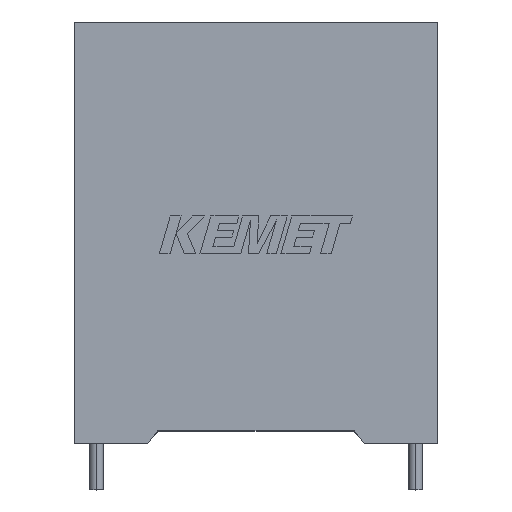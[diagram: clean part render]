
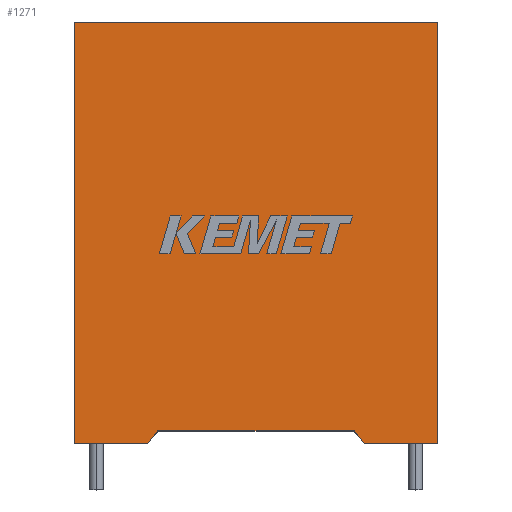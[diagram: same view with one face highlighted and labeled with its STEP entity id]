
A CAD part, top view. The second image highlights one B-rep face of the part: STEP entity #1271.
In plain terms, the highlighted planar face has unit normal (0, 0, 1).
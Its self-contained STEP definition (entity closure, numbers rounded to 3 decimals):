
#13 = CARTESIAN_POINT ( 'NONE',  ( 7.2, 1.067, 21.3 ) ) ;
#100 = VECTOR ( 'NONE', #3332, 1000. ) ;
#166 = LINE ( 'NONE', #253, #2906 ) ;
#184 = DIRECTION ( 'NONE',  ( 0., 0., -1. ) ) ;
#253 = CARTESIAN_POINT ( 'NONE',  ( 0., 36.3, 21.3 ) ) ;
#262 = ORIENTED_EDGE ( 'NONE', *, *, #2490, .F. ) ;
#344 = ORIENTED_EDGE ( 'NONE', *, *, #583, .T. ) ;
#363 = DIRECTION ( 'NONE',  ( 0.645, -0.764, 0. ) ) ;
#449 = CARTESIAN_POINT ( 'NONE',  ( 31.3, 0., 21.3 ) ) ;
#469 = VECTOR ( 'NONE', #3046, 1000. ) ;
#489 = VERTEX_POINT ( 'NONE', #854 ) ;
#501 = EDGE_LOOP ( 'NONE', ( #2465, #344, #524, #1188, #1483, #597, #2540, #262 ) ) ;
#513 = DIRECTION ( 'NONE',  ( -1., 0., 0. ) ) ;
#524 = ORIENTED_EDGE ( 'NONE', *, *, #1142, .T. ) ;
#541 = VECTOR ( 'NONE', #363, 1000. ) ;
#583 = EDGE_CURVE ( 'NONE', #1011, #931, #1264, .T. ) ;
#597 = ORIENTED_EDGE ( 'NONE', *, *, #2842, .T. ) ;
#670 = CARTESIAN_POINT ( 'NONE',  ( 0., 0., 21.3 ) ) ;
#682 = CARTESIAN_POINT ( 'NONE',  ( 0., 0., 21.3 ) ) ;
#708 = CARTESIAN_POINT ( 'NONE',  ( 6.3, 0., 21.3 ) ) ;
#736 = EDGE_CURVE ( 'NONE', #2774, #1664, #166, .T. ) ;
#854 = CARTESIAN_POINT ( 'NONE',  ( 31.3, 0., 21.3 ) ) ;
#931 = VERTEX_POINT ( 'NONE', #1098 ) ;
#1011 = VERTEX_POINT ( 'NONE', #1913 ) ;
#1098 = CARTESIAN_POINT ( 'NONE',  ( 25., 0., 21.3 ) ) ;
#1122 = EDGE_CURVE ( 'NONE', #1727, #1810, #2195, .T. ) ;
#1142 = EDGE_CURVE ( 'NONE', #931, #489, #2487, .T. ) ;
#1188 = ORIENTED_EDGE ( 'NONE', *, *, #2425, .T. ) ;
#1212 = DIRECTION ( 'NONE',  ( 1., 0., 0. ) ) ;
#1233 = CARTESIAN_POINT ( 'NONE',  ( 0., 0., 21.3 ) ) ;
#1242 = LINE ( 'NONE', #449, #100 ) ;
#1264 = LINE ( 'NONE', #1954, #541 ) ;
#1271 = ADVANCED_FACE ( 'NONE', ( #2112 ), #2404, .F. ) ;
#1337 = CARTESIAN_POINT ( 'NONE',  ( 15.65, 1.067, 21.3 ) ) ;
#1483 = ORIENTED_EDGE ( 'NONE', *, *, #736, .T. ) ;
#1664 = VERTEX_POINT ( 'NONE', #2200 ) ;
#1727 = VERTEX_POINT ( 'NONE', #670 ) ;
#1772 = LINE ( 'NONE', #2023, #2211 ) ;
#1810 = VERTEX_POINT ( 'NONE', #708 ) ;
#1818 = CARTESIAN_POINT ( 'NONE',  ( 7.2, 1.067, 21.3 ) ) ;
#1823 = LINE ( 'NONE', #1818, #3128 ) ;
#1913 = CARTESIAN_POINT ( 'NONE',  ( 24.1, 1.067, 21.3 ) ) ;
#1942 = EDGE_CURVE ( 'NONE', #1011, #2028, #3160, .T. ) ;
#1954 = CARTESIAN_POINT ( 'NONE',  ( 24.1, 1.067, 21.3 ) ) ;
#2023 = CARTESIAN_POINT ( 'NONE',  ( 0., 0., 21.3 ) ) ;
#2028 = VERTEX_POINT ( 'NONE', #13 ) ;
#2112 = FACE_OUTER_BOUND ( 'NONE', #501, .T. ) ;
#2195 = LINE ( 'NONE', #1233, #469 ) ;
#2200 = CARTESIAN_POINT ( 'NONE',  ( 0., 36.3, 21.3 ) ) ;
#2205 = AXIS2_PLACEMENT_3D ( 'NONE', #2802, #184, #3065 ) ;
#2211 = VECTOR ( 'NONE', #2515, 1000. ) ;
#2404 = PLANE ( 'NONE',  #2205 ) ;
#2425 = EDGE_CURVE ( 'NONE', #489, #2774, #1242, .T. ) ;
#2465 = ORIENTED_EDGE ( 'NONE', *, *, #1942, .F. ) ;
#2487 = LINE ( 'NONE', #682, #2719 ) ;
#2490 = EDGE_CURVE ( 'NONE', #2028, #1810, #1823, .T. ) ;
#2515 = DIRECTION ( 'NONE',  ( 0., -1., 0. ) ) ;
#2532 = CARTESIAN_POINT ( 'NONE',  ( 31.3, 36.3, 21.3 ) ) ;
#2540 = ORIENTED_EDGE ( 'NONE', *, *, #1122, .T. ) ;
#2564 = DIRECTION ( 'NONE',  ( -1., 0., 0. ) ) ;
#2580 = DIRECTION ( 'NONE',  ( -0.645, -0.764, 0. ) ) ;
#2597 = VECTOR ( 'NONE', #2564, 1000. ) ;
#2719 = VECTOR ( 'NONE', #1212, 1000. ) ;
#2774 = VERTEX_POINT ( 'NONE', #2532 ) ;
#2802 = CARTESIAN_POINT ( 'NONE',  ( 0., 0., 21.3 ) ) ;
#2842 = EDGE_CURVE ( 'NONE', #1664, #1727, #1772, .T. ) ;
#2906 = VECTOR ( 'NONE', #513, 1000. ) ;
#3046 = DIRECTION ( 'NONE',  ( 1., 0., 0. ) ) ;
#3065 = DIRECTION ( 'NONE',  ( -1., 0., 0. ) ) ;
#3128 = VECTOR ( 'NONE', #2580, 1000. ) ;
#3160 = LINE ( 'NONE', #1337, #2597 ) ;
#3332 = DIRECTION ( 'NONE',  ( 0., 1., 0. ) ) ;
